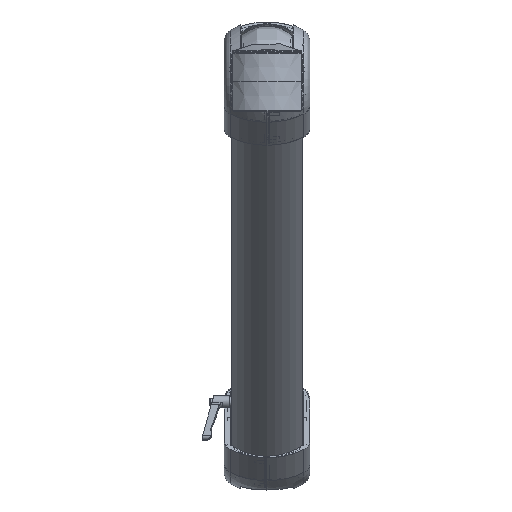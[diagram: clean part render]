
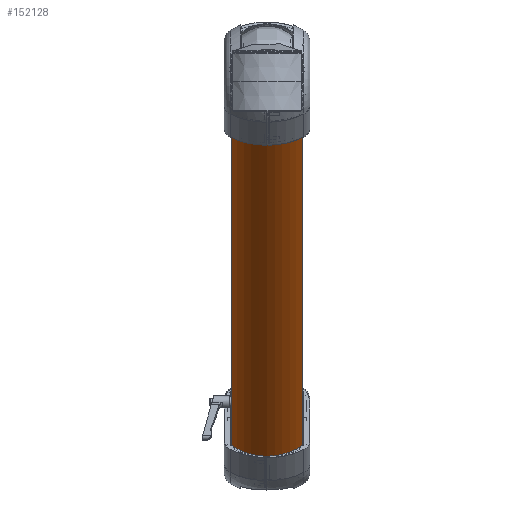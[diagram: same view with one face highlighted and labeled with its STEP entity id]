
A CAD part, top view. The second image highlights one B-rep face of the part: STEP entity #152128.
In plain terms, the highlighted cylindrical face has radius 55 mm (diameter 110 mm), a partial arc.
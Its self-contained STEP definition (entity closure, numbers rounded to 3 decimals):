
#3859 = DIRECTION ( 'NONE',  ( 0., 0., 1. ) ) ;
#4073 = EDGE_CURVE ( 'NONE', #135608, #120327, #51402, .T. ) ;
#6195 = EDGE_LOOP ( 'NONE', ( #112052, #127117, #130306, #69673 ) ) ;
#12829 = AXIS2_PLACEMENT_3D ( 'NONE', #125276, #54417, #137208 ) ;
#19952 = VECTOR ( 'NONE', #47248, 1000. ) ;
#22606 = CARTESIAN_POINT ( 'NONE',  ( -39.579, -38.19, 636. ) ) ;
#39764 = VECTOR ( 'NONE', #89319, 1000. ) ;
#44133 = AXIS2_PLACEMENT_3D ( 'NONE', #74621, #3859, #86451 ) ;
#47248 = DIRECTION ( 'NONE',  ( 0., 0., 1. ) ) ;
#49594 = DIRECTION ( 'NONE',  ( -1., 0., 0. ) ) ;
#51402 = LINE ( 'NONE', #70403, #19952 ) ;
#52770 = VERTEX_POINT ( 'NONE', #22606 ) ;
#53725 = CARTESIAN_POINT ( 'NONE',  ( -39.579, -38.19, 636. ) ) ;
#54417 = DIRECTION ( 'NONE',  ( 0., 0., 1. ) ) ;
#57710 = CIRCLE ( 'NONE', #44133, 55. ) ;
#69673 = ORIENTED_EDGE ( 'NONE', *, *, #4073, .T. ) ;
#70403 = CARTESIAN_POINT ( 'NONE',  ( 39.579, -38.19, 636. ) ) ;
#70857 = EDGE_CURVE ( 'NONE', #52770, #107869, #71048, .T. ) ;
#71048 = LINE ( 'NONE', #53725, #39764 ) ;
#74621 = CARTESIAN_POINT ( 'NONE',  ( 0., 0., 0. ) ) ;
#74734 = CARTESIAN_POINT ( 'NONE',  ( 39.579, -38.19, 636. ) ) ;
#79013 = EDGE_CURVE ( 'NONE', #52770, #120327, #131407, .T. ) ;
#86451 = DIRECTION ( 'NONE',  ( 1., 0., 0. ) ) ;
#89319 = DIRECTION ( 'NONE',  ( 0., 0., -1. ) ) ;
#107869 = VERTEX_POINT ( 'NONE', #140833 ) ;
#112052 = ORIENTED_EDGE ( 'NONE', *, *, #79013, .F. ) ;
#114846 = FACE_OUTER_BOUND ( 'NONE', #6195, .T. ) ;
#120327 = VERTEX_POINT ( 'NONE', #74734 ) ;
#120433 = DIRECTION ( 'NONE',  ( 0., 0., -1. ) ) ;
#125276 = CARTESIAN_POINT ( 'NONE',  ( 0., 0., 636. ) ) ;
#127117 = ORIENTED_EDGE ( 'NONE', *, *, #70857, .T. ) ;
#127207 = CARTESIAN_POINT ( 'NONE',  ( 39.579, -38.19, 0. ) ) ;
#130306 = ORIENTED_EDGE ( 'NONE', *, *, #151180, .T. ) ;
#131407 = CIRCLE ( 'NONE', #12829, 55. ) ;
#132346 = CARTESIAN_POINT ( 'NONE',  ( 0., 0., 636. ) ) ;
#135608 = VERTEX_POINT ( 'NONE', #127207 ) ;
#137208 = DIRECTION ( 'NONE',  ( 1., 0., 0. ) ) ;
#140833 = CARTESIAN_POINT ( 'NONE',  ( -39.579, -38.19, 0. ) ) ;
#142651 = CYLINDRICAL_SURFACE ( 'NONE', #151342, 55. ) ;
#151180 = EDGE_CURVE ( 'NONE', #107869, #135608, #57710, .T. ) ;
#151342 = AXIS2_PLACEMENT_3D ( 'NONE', #132346, #120433, #49594 ) ;
#152128 = ADVANCED_FACE ( 'NONE', ( #114846 ), #142651, .T. ) ;
